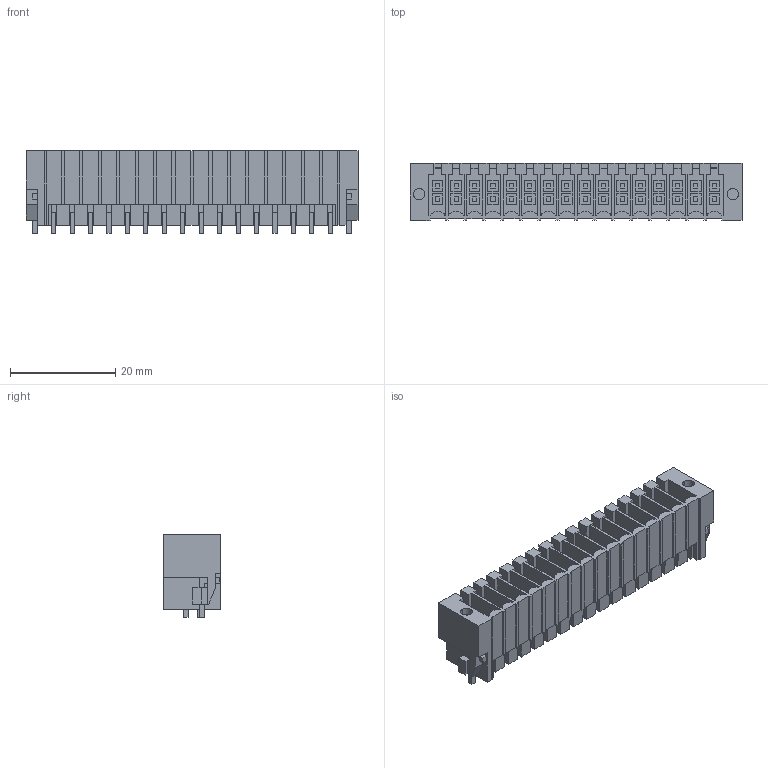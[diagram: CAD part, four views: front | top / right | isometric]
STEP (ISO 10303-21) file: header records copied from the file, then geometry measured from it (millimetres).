
FILE_DESCRIPTION(('CATIA V5 STEP Exchange','CAx-IF Rec.Pracs.--- Model Styling and Organization---1.2---2011-12-15'),'2;1');
FILE_NAME ('D1450754_0', '2018-03-29T12:58:25+00:00', ('none'), ('Weidmueller'), 'CATIA Version 5-6 Release 2014', 'CATIA V5 STEP AP214', 'none');
FILE_SCHEMA(('AUTOMOTIVE_DESIGN { 1 0 10303 214 1 1 1 1 }'));
Length unit declared in the file: millimetre
Products named in the file (1): 1290760000
Bounding box: 63 x 10.8 x 15.7 mm (x, y, z)
Volume: 5098.7 mm3; surface area: 10393.9 mm2
Topology: 35 solids, 35 shells, 1167 faces, 3387 edges, 2341 vertices
Faces by surface type: plane 1131, cylinder 36
Entity records: 34963 total; most frequent: ORIENTED_EDGE 6774, CARTESIAN_POINT 6295, DIRECTION 4451, EDGE_CURVE 3387, VECTOR 3315, LINE 3315, VERTEX_POINT 2341, EDGE_LOOP 1286
